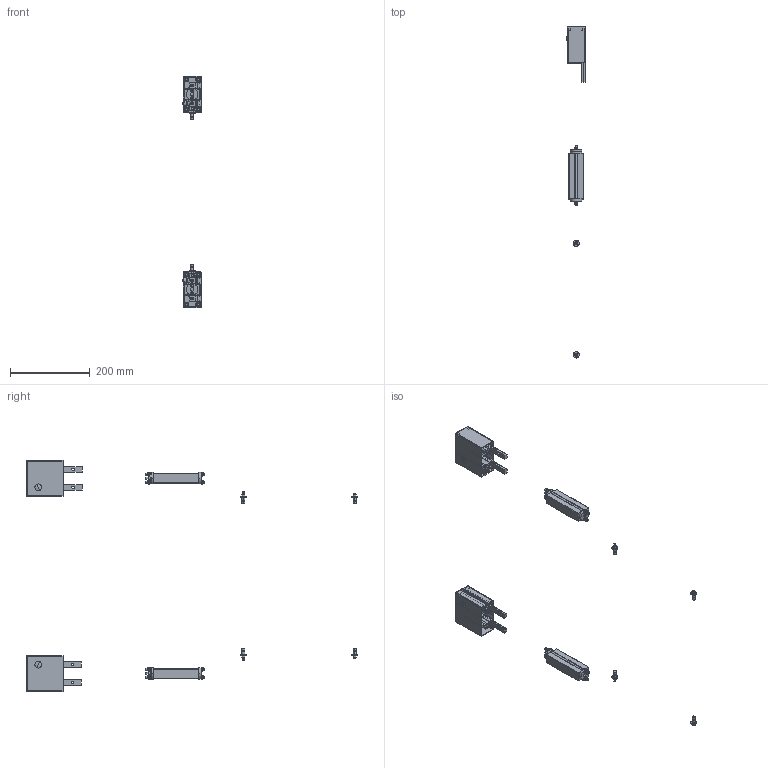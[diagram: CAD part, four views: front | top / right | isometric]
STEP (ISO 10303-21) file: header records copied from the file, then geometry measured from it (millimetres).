
FILE_DESCRIPTION (( 'STEP AP214' ), '1' );
FILE_NAME ('084.521.006.STEP', '2014-07-28T07:37:57', ( '' ), ( '' ), 'SwSTEP 2.0', 'SolidWorks 2012', '' );
FILE_SCHEMA (( 'AUTOMOTIVE_DESIGN' ));
Length unit declared in the file: millimetre
Products named in the file (28): Torque nut 01_ALUSIC_ISO 7040-M5-S; Specchiatura084.521.001 SX; Specchiatura084.202.005 SX; Specchiatura084.201.019-2; Specchiatura084.302.000 DADI ALUSIC 13x13 SX_084.302.004; Specchiatura084.301.000 VITI ALUSIC SX_084.301.004; Specchiatura70801b SX; Specchiatura70801a SX; Specchiatura084.521.201 SX_Default<A macchina>; 084.521.001 SX; 084.202.005 SX; 084.201.019-2; 084.302.000 DADI ALUSIC 13x13 SX_084.302.004; 084.301.000 VITI ALUSIC SX_084.301.004; Z14_PreviewCfg; 70801b SX; 70801a SX; 084.521.201 SX_Default<A macchina>; 084.521.106; 084.307.005; BARRA FILETTATA; 084.521.103; 084.521.102; 084.521.101; 084.521.005; 084.521.107; 084.521.104; 084.521.006
Assembly tree (52 placements, depth 3):
  084.521.006
    084.521.104  x4
    084.521.107  x2
    084.521.005  x2
    084.521.101  x2
    084.521.102  x2
    084.521.103  x4
    BARRA FILETTATA  x4
    084.307.005  x4
    084.521.106  x2
    084.521.001 SX
      084.521.201 SX_Default<A macchina>
      70801a SX
      70801b SX
      Z14_PreviewCfg
      084.301.000 VITI ALUSIC SX_084.301.004
      084.302.000 DADI ALUSIC 13x13 SX_084.302.004
      084.201.019-2
      084.202.005 SX
    Specchiatura084.521.001 SX
      Specchiatura084.521.201 SX_Default<A macchina>
      Specchiatura70801a SX
      Specchiatura70801b SX
      Z14_PreviewCfg
      Specchiatura084.301.000 VITI ALUSIC SX_084.301.004
      Specchiatura084.302.000 DADI ALUSIC 13x13 SX_084.302.004
      Specchiatura084.201.019-2
      Specchiatura084.202.005 SX
    Torque nut 01_ALUSIC_ISO 7040-M5-S  x8
Bounding box: 46.11 x 832.72 x 580 mm (x, y, z)
Volume: 470948.1 mm3; surface area: 265803.1 mm2
Topology: 50 solids, 50 shells, 1652 faces, 3906 edges, 2376 vertices
Faces by surface type: cylinder 690, plane 418, cone 408, torus 120, sphere 16
Entity records: 27719 total; most frequent: CARTESIAN_POINT 6058, DIRECTION 4430, ORIENTED_EDGE 4152, EDGE_CURVE 2076, AXIS2_PLACEMENT_3D 1702, VERTEX_POINT 1318, VECTOR 1026, LINE 1026
